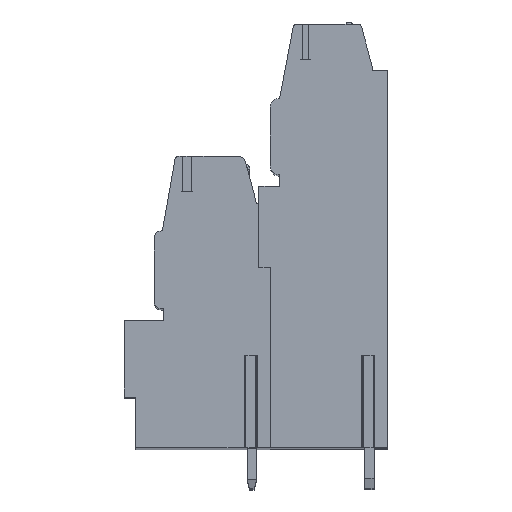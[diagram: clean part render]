
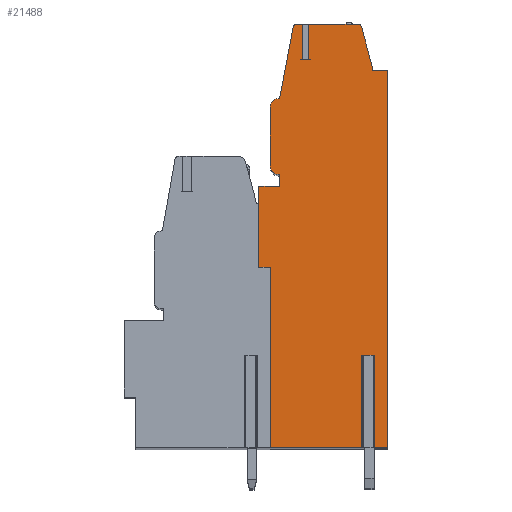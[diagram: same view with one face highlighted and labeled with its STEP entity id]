
A CAD part, top view. The second image highlights one B-rep face of the part: STEP entity #21488.
In plain terms, the highlighted planar face has unit normal (0, 0, 1).
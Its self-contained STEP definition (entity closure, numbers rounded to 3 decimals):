
#13=DIRECTION('',(0.,1.,0.));
#14=VECTOR('',#13,15.6);
#15=CARTESIAN_POINT('',(1.,-19.1,73.66));
#16=LINE('',#15,#14);
#17=DIRECTION('',(1.,0.,0.));
#18=VECTOR('',#17,1.);
#19=CARTESIAN_POINT('',(0.,-3.5,73.66));
#20=LINE('',#19,#18);
#21=DIRECTION('',(-1.,0.,0.));
#22=VECTOR('',#21,1.8);
#23=CARTESIAN_POINT('',(1.8,3.5,73.66));
#24=LINE('',#23,#22);
#25=DIRECTION('',(0.,-1.,0.));
#26=VECTOR('',#25,1.);
#27=CARTESIAN_POINT('',(1.8,4.5,73.66));
#28=LINE('',#27,#26);
#29=CARTESIAN_POINT('',(1.8,5.3,73.66));
#30=DIRECTION('',(0.,0.,1.));
#31=DIRECTION('',(-1.,0.,0.));
#32=AXIS2_PLACEMENT_3D('',#29,#30,#31);
#34=DIRECTION('',(0.,-1.,0.));
#35=VECTOR('',#34,5.);
#36=CARTESIAN_POINT('',(1.,10.3,73.66));
#37=LINE('',#36,#35);
#38=CARTESIAN_POINT('',(1.8,10.3,73.66));
#39=DIRECTION('',(0.,0.,1.));
#40=DIRECTION('',(0.,1.,0.));
#41=AXIS2_PLACEMENT_3D('',#38,#39,#40);
#43=DIRECTION('',(-0.186,-0.983,0.));
#44=VECTOR('',#43,6.265);
#45=CARTESIAN_POINT('',(2.964,17.256,73.66));
#46=LINE('',#45,#44);
#47=CARTESIAN_POINT('',(3.259,17.2,73.66));
#48=DIRECTION('',(0.,0.,1.));
#49=DIRECTION('',(0.,1.,0.));
#50=AXIS2_PLACEMENT_3D('',#47,#48,#49);
#52=DIRECTION('',(-1.,0.,0.));
#53=VECTOR('',#52,0.551);
#54=CARTESIAN_POINT('',(3.81,17.5,73.66));
#55=LINE('',#54,#53);
#56=DIRECTION('',(0.,-1.,0.));
#57=VECTOR('',#56,3.05);
#58=CARTESIAN_POINT('',(3.81,17.5,73.66));
#59=LINE('',#58,#57);
#60=DIRECTION('',(1.,0.,0.));
#61=VECTOR('',#60,0.5);
#62=CARTESIAN_POINT('',(3.81,14.45,73.66));
#63=LINE('',#62,#61);
#64=DIRECTION('',(0.,-1.,0.));
#65=VECTOR('',#64,3.05);
#66=CARTESIAN_POINT('',(4.31,17.5,73.66));
#67=LINE('',#66,#65);
#68=DIRECTION('',(-1.,0.,0.));
#69=VECTOR('',#68,4.27);
#70=CARTESIAN_POINT('',(8.58,17.5,73.66));
#71=LINE('',#70,#69);
#72=CARTESIAN_POINT('',(8.58,17.2,73.66));
#73=DIRECTION('',(0.,0.,1.));
#74=DIRECTION('',(0.965,0.261,0.));
#75=AXIS2_PLACEMENT_3D('',#72,#73,#74);
#77=DIRECTION('',(-0.261,0.965,0.));
#78=VECTOR('',#77,3.539);
#79=CARTESIAN_POINT('',(9.792,13.861,73.66));
#80=LINE('',#79,#78);
#81=DIRECTION('',(-0.035,0.999,0.));
#82=VECTOR('',#81,0.361);
#83=CARTESIAN_POINT('',(9.805,13.5,73.66));
#84=LINE('',#83,#82);
#85=DIRECTION('',(-1.,0.,0.));
#86=VECTOR('',#85,1.355);
#87=CARTESIAN_POINT('',(11.16,13.5,73.66));
#88=LINE('',#87,#86);
#89=DIRECTION('',(0.,1.,0.));
#90=VECTOR('',#89,32.6);
#91=CARTESIAN_POINT('',(11.16,-19.1,73.66));
#92=LINE('',#91,#90);
#93=DIRECTION('',(1.,0.,0.));
#94=VECTOR('',#93,1.39);
#95=CARTESIAN_POINT('',(9.77,-19.1,73.66));
#96=LINE('',#95,#94);
#97=DIRECTION('',(0.,1.,0.));
#98=VECTOR('',#97,8.);
#99=CARTESIAN_POINT('',(9.77,-19.1,73.66));
#100=LINE('',#99,#98);
#101=DIRECTION('',(-1.,0.,0.));
#102=VECTOR('',#101,0.62);
#103=CARTESIAN_POINT('',(9.77,-11.1,73.66));
#104=LINE('',#103,#102);
#105=DIRECTION('',(0.,1.,0.));
#106=VECTOR('',#105,8.);
#107=CARTESIAN_POINT('',(9.15,-19.1,73.66));
#108=LINE('',#107,#106);
#109=DIRECTION('',(1.,0.,0.));
#110=VECTOR('',#109,8.15);
#111=CARTESIAN_POINT('',(1.,-19.1,73.66));
#112=LINE('',#111,#110);
#281=DIRECTION('',(0.,-1.,0.));
#282=VECTOR('',#281,7.);
#283=CARTESIAN_POINT('',(0.,3.5,73.66));
#284=LINE('',#283,#282);
#16868=CARTESIAN_POINT('',(11.16,-19.1,73.66));
#16869=CARTESIAN_POINT('',(11.16,13.5,73.66));
#16870=VERTEX_POINT('',#16868);
#16871=VERTEX_POINT('',#16869);
#16872=CARTESIAN_POINT('',(9.805,13.5,73.66));
#16873=VERTEX_POINT('',#16872);
#16874=CARTESIAN_POINT('',(9.792,13.861,73.66));
#16875=VERTEX_POINT('',#16874);
#16876=CARTESIAN_POINT('',(8.87,17.278,73.66));
#16877=VERTEX_POINT('',#16876);
#16878=CARTESIAN_POINT('',(8.58,17.5,73.66));
#16879=VERTEX_POINT('',#16878);
#16880=CARTESIAN_POINT('',(3.259,17.5,73.66));
#16881=CARTESIAN_POINT('',(2.964,17.256,73.66));
#16882=VERTEX_POINT('',#16880);
#16883=VERTEX_POINT('',#16881);
#16884=CARTESIAN_POINT('',(1.8,11.1,73.66));
#16885=VERTEX_POINT('',#16884);
#16886=CARTESIAN_POINT('',(1.,10.3,73.66));
#16887=VERTEX_POINT('',#16886);
#16888=CARTESIAN_POINT('',(1.,5.3,73.66));
#16889=VERTEX_POINT('',#16888);
#16890=CARTESIAN_POINT('',(1.8,4.5,73.66));
#16891=VERTEX_POINT('',#16890);
#16892=CARTESIAN_POINT('',(1.8,3.5,73.66));
#16893=VERTEX_POINT('',#16892);
#16894=CARTESIAN_POINT('',(0.,3.5,73.66));
#16895=VERTEX_POINT('',#16894);
#16980=CARTESIAN_POINT('',(9.77,-11.1,73.66));
#16981=CARTESIAN_POINT('',(9.15,-11.1,73.66));
#16982=VERTEX_POINT('',#16980);
#16983=VERTEX_POINT('',#16981);
#16984=CARTESIAN_POINT('',(9.77,-19.1,73.66));
#16985=VERTEX_POINT('',#16984);
#16986=CARTESIAN_POINT('',(9.15,-19.1,73.66));
#16987=VERTEX_POINT('',#16986);
#16988=CARTESIAN_POINT('',(1.,-19.1,73.66));
#16989=VERTEX_POINT('',#16988);
#17026=CARTESIAN_POINT('',(3.81,14.45,73.66));
#17027=CARTESIAN_POINT('',(4.31,14.45,73.66));
#17028=VERTEX_POINT('',#17026);
#17029=VERTEX_POINT('',#17027);
#17030=CARTESIAN_POINT('',(3.81,17.5,73.66));
#17031=VERTEX_POINT('',#17030);
#17036=CARTESIAN_POINT('',(4.31,17.5,73.66));
#17037=VERTEX_POINT('',#17036);
#21103=CARTESIAN_POINT('',(1.,-3.5,73.66));
#21104=VERTEX_POINT('',#21103);
#21105=CARTESIAN_POINT('',(0.,-3.5,73.66));
#21106=VERTEX_POINT('',#21105);
#21431=CARTESIAN_POINT('',(0.,0.,73.66));
#21432=DIRECTION('',(0.,0.,1.));
#21433=DIRECTION('',(1.,0.,0.));
#21434=AXIS2_PLACEMENT_3D('',#21431,#21432,#21433);
#21435=PLANE('',#21434);
#21437=ORIENTED_EDGE('',*,*,#21436,.T.);
#21439=ORIENTED_EDGE('',*,*,#21438,.F.);
#21441=ORIENTED_EDGE('',*,*,#21440,.F.);
#21443=ORIENTED_EDGE('',*,*,#21442,.F.);
#21445=ORIENTED_EDGE('',*,*,#21444,.F.);
#21447=ORIENTED_EDGE('',*,*,#21446,.F.);
#21449=ORIENTED_EDGE('',*,*,#21448,.F.);
#21451=ORIENTED_EDGE('',*,*,#21450,.F.);
#21453=ORIENTED_EDGE('',*,*,#21452,.F.);
#21455=ORIENTED_EDGE('',*,*,#21454,.F.);
#21457=ORIENTED_EDGE('',*,*,#21456,.F.);
#21459=ORIENTED_EDGE('',*,*,#21458,.T.);
#21461=ORIENTED_EDGE('',*,*,#21460,.T.);
#21463=ORIENTED_EDGE('',*,*,#21462,.F.);
#21465=ORIENTED_EDGE('',*,*,#21464,.F.);
#21467=ORIENTED_EDGE('',*,*,#21466,.F.);
#21469=ORIENTED_EDGE('',*,*,#21468,.F.);
#21471=ORIENTED_EDGE('',*,*,#21470,.F.);
#21473=ORIENTED_EDGE('',*,*,#21472,.F.);
#21475=ORIENTED_EDGE('',*,*,#21474,.F.);
#21477=ORIENTED_EDGE('',*,*,#21476,.F.);
#21479=ORIENTED_EDGE('',*,*,#21478,.T.);
#21481=ORIENTED_EDGE('',*,*,#21480,.T.);
#21483=ORIENTED_EDGE('',*,*,#21482,.F.);
#21485=ORIENTED_EDGE('',*,*,#21484,.F.);
#21486=EDGE_LOOP('',(#21437,#21439,#21441,#21443,#21445,#21447,#21449,#21451,
#21453,#21455,#21457,#21459,#21461,#21463,#21465,#21467,#21469,#21471,#21473,
#21475,#21477,#21479,#21481,#21483,#21485));
#21487=FACE_OUTER_BOUND('',#21486,.F.);
#33=CIRCLE('',#32,0.8);
#42=CIRCLE('',#41,0.8);
#51=CIRCLE('',#50,0.3);
#76=CIRCLE('',#75,0.3);
#21436=EDGE_CURVE('',#16989,#21104,#16,.T.);
#21438=EDGE_CURVE('',#21106,#21104,#20,.T.);
#21440=EDGE_CURVE('',#16895,#21106,#284,.T.);
#21442=EDGE_CURVE('',#16893,#16895,#24,.T.);
#21444=EDGE_CURVE('',#16891,#16893,#28,.T.);
#21446=EDGE_CURVE('',#16889,#16891,#33,.T.);
#21448=EDGE_CURVE('',#16887,#16889,#37,.T.);
#21450=EDGE_CURVE('',#16885,#16887,#42,.T.);
#21452=EDGE_CURVE('',#16883,#16885,#46,.T.);
#21454=EDGE_CURVE('',#16882,#16883,#51,.T.);
#21456=EDGE_CURVE('',#17031,#16882,#55,.T.);
#21458=EDGE_CURVE('',#17031,#17028,#59,.T.);
#21460=EDGE_CURVE('',#17028,#17029,#63,.T.);
#21462=EDGE_CURVE('',#17037,#17029,#67,.T.);
#21464=EDGE_CURVE('',#16879,#17037,#71,.T.);
#21466=EDGE_CURVE('',#16877,#16879,#76,.T.);
#21468=EDGE_CURVE('',#16875,#16877,#80,.T.);
#21470=EDGE_CURVE('',#16873,#16875,#84,.T.);
#21472=EDGE_CURVE('',#16871,#16873,#88,.T.);
#21474=EDGE_CURVE('',#16870,#16871,#92,.T.);
#21476=EDGE_CURVE('',#16985,#16870,#96,.T.);
#21478=EDGE_CURVE('',#16985,#16982,#100,.T.);
#21480=EDGE_CURVE('',#16982,#16983,#104,.T.);
#21482=EDGE_CURVE('',#16987,#16983,#108,.T.);
#21484=EDGE_CURVE('',#16989,#16987,#112,.T.);
#21488=ADVANCED_FACE('',(#21487),#21435,.T.);
